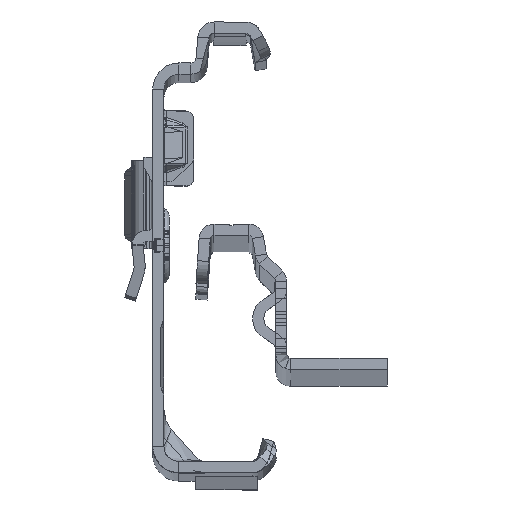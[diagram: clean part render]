
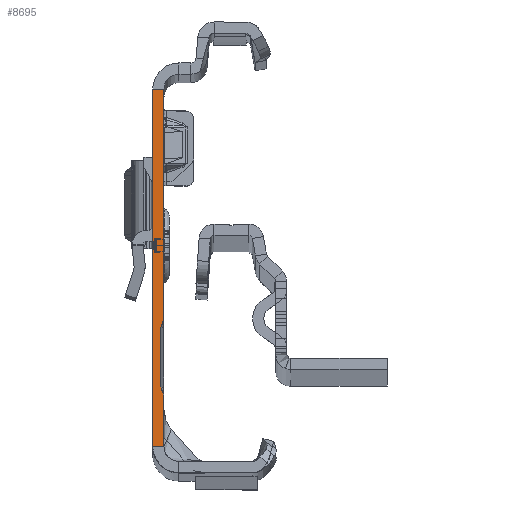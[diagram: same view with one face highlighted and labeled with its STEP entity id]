
A CAD part, top view. The second image highlights one B-rep face of the part: STEP entity #8695.
In plain terms, the highlighted planar face has unit normal (0, 0, 1).
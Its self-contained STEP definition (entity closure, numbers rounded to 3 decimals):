
#54 = CARTESIAN_POINT ( 'NONE',  ( 0.6, -17.865, 0. ) ) ;
#319 = DIRECTION ( 'NONE',  ( 1., 0., 0. ) ) ;
#387 = DIRECTION ( 'NONE',  ( 0., -1., 0. ) ) ;
#458 = CARTESIAN_POINT ( 'NONE',  ( 0., -25.865, 0. ) ) ;
#593 = VERTEX_POINT ( 'NONE', #2331 ) ;
#661 = ORIENTED_EDGE ( 'NONE', *, *, #10173, .T. ) ;
#662 = DIRECTION ( 'NONE',  ( 0., 0., 1. ) ) ;
#716 = CARTESIAN_POINT ( 'NONE',  ( -1.5, 24.135, 0. ) ) ;
#717 = DIRECTION ( 'NONE',  ( 0.423, -0.906, 0. ) ) ;
#938 = ORIENTED_EDGE ( 'NONE', *, *, #6884, .F. ) ;
#1241 = CIRCLE ( 'NONE', #6960, 2.5 ) ;
#1343 = EDGE_CURVE ( 'NONE', #9544, #4065, #6827, .T. ) ;
#1914 = CIRCLE ( 'NONE', #25921, 1. ) ;
#2083 = CARTESIAN_POINT ( 'NONE',  ( -0.234, -18.442, 0. ) ) ;
#2210 = CARTESIAN_POINT ( 'NONE',  ( -0.4, -9.865, 0. ) ) ;
#2293 = CARTESIAN_POINT ( 'NONE',  ( 0.6, -9.865, 0. ) ) ;
#2331 = CARTESIAN_POINT ( 'NONE',  ( -1.5, -25.865, 0. ) ) ;
#2758 = FACE_OUTER_BOUND ( 'NONE', #11021, .T. ) ;
#2908 = CARTESIAN_POINT ( 'NONE',  ( 0., 24.135, 0. ) ) ;
#3153 = VERTEX_POINT ( 'NONE', #10973 ) ;
#3862 = CARTESIAN_POINT ( 'NONE',  ( -0.306, -18.288, 0. ) ) ;
#4040 = DIRECTION ( 'NONE',  ( -0.423, -0.906, 0. ) ) ;
#4065 = VERTEX_POINT ( 'NONE', #8901 ) ;
#4332 = CIRCLE ( 'NONE', #16326, 1. ) ;
#5517 = VERTEX_POINT ( 'NONE', #3862 ) ;
#6591 = LINE ( 'NONE', #19014, #9239 ) ;
#6827 = CIRCLE ( 'NONE', #21096, 2.5 ) ;
#6884 = EDGE_CURVE ( 'NONE', #5517, #9544, #17274, .T. ) ;
#6913 = DIRECTION ( 'NONE',  ( 0., 0., -1. ) ) ;
#6960 = AXIS2_PLACEMENT_3D ( 'NONE', #7173, #15667, #9677 ) ;
#7166 = CARTESIAN_POINT ( 'NONE',  ( 0., -25.865, 0. ) ) ;
#7173 = CARTESIAN_POINT ( 'NONE',  ( -2.5, -8.231, 0. ) ) ;
#8108 = DIRECTION ( 'NONE',  ( 0., 0., 1. ) ) ;
#8596 = LINE ( 'NONE', #10407, #16061 ) ;
#8639 = VERTEX_POINT ( 'NONE', #7166 ) ;
#8645 = ORIENTED_EDGE ( 'NONE', *, *, #14048, .F. ) ;
#8695 = ADVANCED_FACE ( 'NONE', ( #2758 ), #19441, .T. ) ;
#8827 = VECTOR ( 'NONE', #21607, 1000. ) ;
#8901 = CARTESIAN_POINT ( 'NONE',  ( 0., -19.499, 0. ) ) ;
#9239 = VECTOR ( 'NONE', #12445, 1000. ) ;
#9316 = EDGE_CURVE ( 'NONE', #14969, #5517, #4332, .T. ) ;
#9544 = VERTEX_POINT ( 'NONE', #2083 ) ;
#9550 = LINE ( 'NONE', #12433, #19466 ) ;
#9677 = DIRECTION ( 'NONE',  ( -1., 0., 0. ) ) ;
#9791 = EDGE_CURVE ( 'NONE', #17061, #23998, #1241, .T. ) ;
#10058 = CARTESIAN_POINT ( 'NONE',  ( 0., 22.135, 0. ) ) ;
#10173 = EDGE_CURVE ( 'NONE', #10751, #593, #22015, .T. ) ;
#10336 = DIRECTION ( 'NONE',  ( -1., 0., 0. ) ) ;
#10407 = CARTESIAN_POINT ( 'NONE',  ( -0.234, -9.288, 0. ) ) ;
#10462 = ORIENTED_EDGE ( 'NONE', *, *, #1343, .F. ) ;
#10540 = VECTOR ( 'NONE', #15577, 1000. ) ;
#10751 = VERTEX_POINT ( 'NONE', #23100 ) ;
#10781 = CARTESIAN_POINT ( 'NONE',  ( -1.5, 24.135, 0. ) ) ;
#10973 = CARTESIAN_POINT ( 'NONE',  ( -0.306, -9.443, 0. ) ) ;
#11021 = EDGE_LOOP ( 'NONE', ( #23551, #23816, #26908, #661, #21615, #20493, #10462, #938, #18778, #16409, #14716, #8645 ) ) ;
#12433 = CARTESIAN_POINT ( 'NONE',  ( 0., 22.135, 0. ) ) ;
#12445 = DIRECTION ( 'NONE',  ( 0., -1., 0. ) ) ;
#13069 = LINE ( 'NONE', #458, #8827 ) ;
#13575 = DIRECTION ( 'NONE',  ( 0., -1., 0. ) ) ;
#14048 = EDGE_CURVE ( 'NONE', #23998, #3153, #8596, .T. ) ;
#14716 = ORIENTED_EDGE ( 'NONE', *, *, #26998, .F. ) ;
#14969 = VERTEX_POINT ( 'NONE', #19772 ) ;
#15243 = EDGE_CURVE ( 'NONE', #24710, #17061, #26194, .T. ) ;
#15411 = DIRECTION ( 'NONE',  ( 1., 0., 0. ) ) ;
#15577 = DIRECTION ( 'NONE',  ( 0., -1., 0. ) ) ;
#15667 = DIRECTION ( 'NONE',  ( 0., 0., -1. ) ) ;
#16061 = VECTOR ( 'NONE', #4040, 1000. ) ;
#16326 = AXIS2_PLACEMENT_3D ( 'NONE', #54, #21750, #319 ) ;
#16409 = ORIENTED_EDGE ( 'NONE', *, *, #21654, .F. ) ;
#17061 = VERTEX_POINT ( 'NONE', #26682 ) ;
#17274 = LINE ( 'NONE', #22016, #27496 ) ;
#17277 = VECTOR ( 'NONE', #26685, 1000. ) ;
#18128 = CARTESIAN_POINT ( 'NONE',  ( -0.4, -9.865, 0. ) ) ;
#18346 = DIRECTION ( 'NONE',  ( -1., 0., 0. ) ) ;
#18457 = VERTEX_POINT ( 'NONE', #2210 ) ;
#18778 = ORIENTED_EDGE ( 'NONE', *, *, #9316, .F. ) ;
#19014 = CARTESIAN_POINT ( 'NONE',  ( 0., 24.135, 0. ) ) ;
#19441 = PLANE ( 'NONE',  #22147 ) ;
#19466 = VECTOR ( 'NONE', #18346, 1000. ) ;
#19733 = EDGE_CURVE ( 'NONE', #4065, #8639, #6591, .T. ) ;
#19772 = CARTESIAN_POINT ( 'NONE',  ( -0.4, -17.865, 0. ) ) ;
#20313 = EDGE_CURVE ( 'NONE', #8639, #593, #13069, .T. ) ;
#20493 = ORIENTED_EDGE ( 'NONE', *, *, #19733, .F. ) ;
#21096 = AXIS2_PLACEMENT_3D ( 'NONE', #21707, #6913, #15411 ) ;
#21189 = EDGE_CURVE ( 'NONE', #24710, #10751, #9550, .T. ) ;
#21607 = DIRECTION ( 'NONE',  ( -1., 0., 0. ) ) ;
#21615 = ORIENTED_EDGE ( 'NONE', *, *, #20313, .F. ) ;
#21654 = EDGE_CURVE ( 'NONE', #18457, #14969, #25122, .T. ) ;
#21707 = CARTESIAN_POINT ( 'NONE',  ( -2.5, -19.499, 0. ) ) ;
#21750 = DIRECTION ( 'NONE',  ( 0., 0., 1. ) ) ;
#22015 = LINE ( 'NONE', #716, #10540 ) ;
#22016 = CARTESIAN_POINT ( 'NONE',  ( -0.234, -18.442, 0. ) ) ;
#22147 = AXIS2_PLACEMENT_3D ( 'NONE', #10781, #662, #387 ) ;
#22182 = CARTESIAN_POINT ( 'NONE',  ( -0.234, -9.288, 0. ) ) ;
#23100 = CARTESIAN_POINT ( 'NONE',  ( -1.5, 22.135, 0. ) ) ;
#23551 = ORIENTED_EDGE ( 'NONE', *, *, #9791, .F. ) ;
#23816 = ORIENTED_EDGE ( 'NONE', *, *, #15243, .F. ) ;
#23998 = VERTEX_POINT ( 'NONE', #22182 ) ;
#24710 = VERTEX_POINT ( 'NONE', #10058 ) ;
#25122 = LINE ( 'NONE', #18128, #17277 ) ;
#25921 = AXIS2_PLACEMENT_3D ( 'NONE', #2293, #8108, #10336 ) ;
#26194 = LINE ( 'NONE', #2908, #26328 ) ;
#26328 = VECTOR ( 'NONE', #13575, 1000. ) ;
#26682 = CARTESIAN_POINT ( 'NONE',  ( 0., -8.231, 0. ) ) ;
#26685 = DIRECTION ( 'NONE',  ( 0., -1., 0. ) ) ;
#26908 = ORIENTED_EDGE ( 'NONE', *, *, #21189, .T. ) ;
#26998 = EDGE_CURVE ( 'NONE', #3153, #18457, #1914, .T. ) ;
#27496 = VECTOR ( 'NONE', #717, 1000. ) ;
